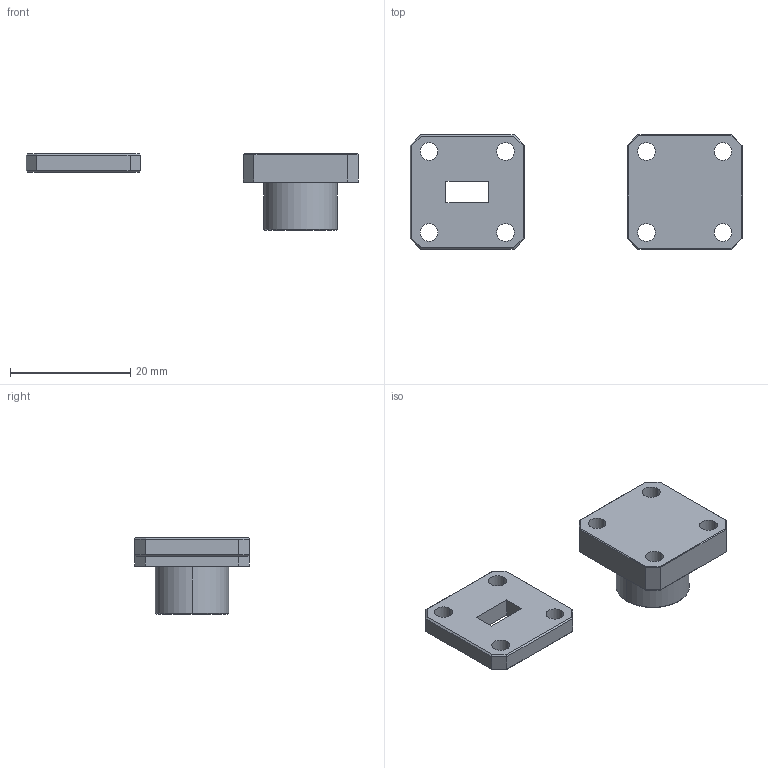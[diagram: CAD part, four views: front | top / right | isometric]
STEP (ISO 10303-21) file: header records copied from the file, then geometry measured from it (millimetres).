
FILE_DESCRIPTION (( 'STEP AP203' ), '1' );
FILE_NAME ('SWO-28-F1.STEP', '2019-06-06T17:01:02', ( '' ), ( '' ), 'SwSTEP 2.0', 'SolidWorks 2016', '' );
FILE_SCHEMA (( 'CONFIG_CONTROL_DESIGN' ));
Length unit declared in the file: inch
Products named in the file (1): SWO-28-F1
Bounding box: 55.13 x 19.05 x 12.7 mm (x, y, z)
Volume: 3436.8 mm3; surface area: 2460.1 mm2
Topology: 2 solids, 2 shells, 77 faces, 182 edges, 110 vertices
Faces by surface type: plane 57, cylinder 18, cone 2
Entity records: 2275 total; most frequent: DIRECTION 376, CARTESIAN_POINT 370, ORIENTED_EDGE 364, EDGE_CURVE 182, LINE 144, VECTOR 144, AXIS2_PLACEMENT_3D 116, VERTEX_POINT 110
